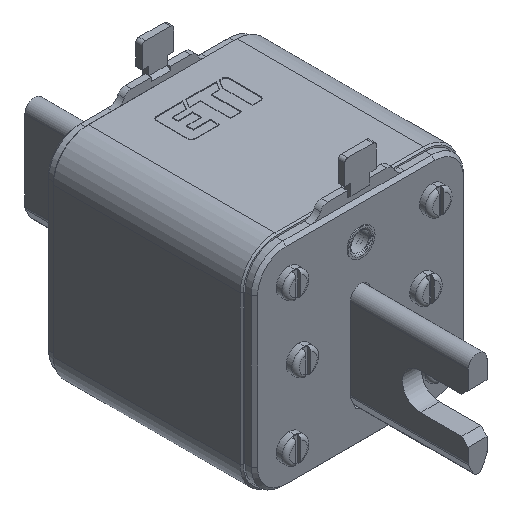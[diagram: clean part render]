
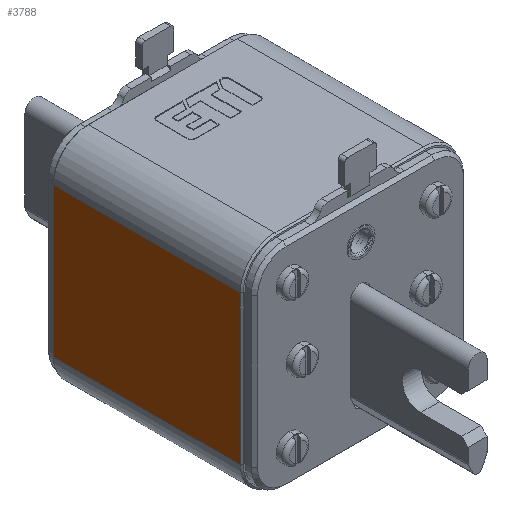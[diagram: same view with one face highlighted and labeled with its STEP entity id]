
A CAD part, isometric view. The second image highlights one B-rep face of the part: STEP entity #3788.
In plain terms, the highlighted planar face has unit normal (-1, 0, 0).
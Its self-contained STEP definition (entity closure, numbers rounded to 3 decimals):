
#470=DIRECTION('',(0.,0.,1.));
#471=VECTOR('',#470,47.);
#472=CARTESIAN_POINT('',(-34.5,-29.5,-23.5));
#473=LINE('',#472,#471);
#477=DIRECTION('',(0.,0.,-1.));
#478=VECTOR('',#477,47.);
#479=CARTESIAN_POINT('',(-34.5,29.5,23.5));
#480=LINE('',#479,#478);
#781=DIRECTION('',(0.,-1.,0.));
#782=VECTOR('',#781,59.);
#783=CARTESIAN_POINT('',(-34.5,29.5,-23.5));
#784=LINE('',#783,#782);
#890=DIRECTION('',(0.,1.,0.));
#891=VECTOR('',#890,59.);
#892=CARTESIAN_POINT('',(-34.5,-29.5,23.5));
#893=LINE('',#892,#891);
#3130=CARTESIAN_POINT('',(-34.5,-29.5,-23.5));
#3131=VERTEX_POINT('',#3130);
#3142=CARTESIAN_POINT('',(-34.5,-29.5,23.5));
#3143=VERTEX_POINT('',#3142);
#3144=CARTESIAN_POINT('',(-34.5,29.5,23.5));
#3145=CARTESIAN_POINT('',(-34.5,29.5,-23.5));
#3146=VERTEX_POINT('',#3144);
#3147=VERTEX_POINT('',#3145);
#3774=CARTESIAN_POINT('',(-34.5,-30.,-23.5));
#3775=DIRECTION('',(-1.,0.,0.));
#3776=DIRECTION('',(0.,0.,1.));
#3777=AXIS2_PLACEMENT_3D('',#3774,#3775,#3776);
#3778=PLANE('',#3777);
#3780=ORIENTED_EDGE('',*,*,#3779,.F.);
#3782=ORIENTED_EDGE('',*,*,#3781,.F.);
#3783=ORIENTED_EDGE('',*,*,#3768,.F.);
#3785=ORIENTED_EDGE('',*,*,#3784,.F.);
#3786=EDGE_LOOP('',(#3780,#3782,#3783,#3785));
#3787=FACE_OUTER_BOUND('',#3786,.F.);
#3768=EDGE_CURVE('',#3131,#3143,#473,.T.);
#3779=EDGE_CURVE('',#3146,#3147,#480,.T.);
#3781=EDGE_CURVE('',#3143,#3146,#893,.T.);
#3784=EDGE_CURVE('',#3147,#3131,#784,.T.);
#3788=ADVANCED_FACE('',(#3787),#3778,.T.);
